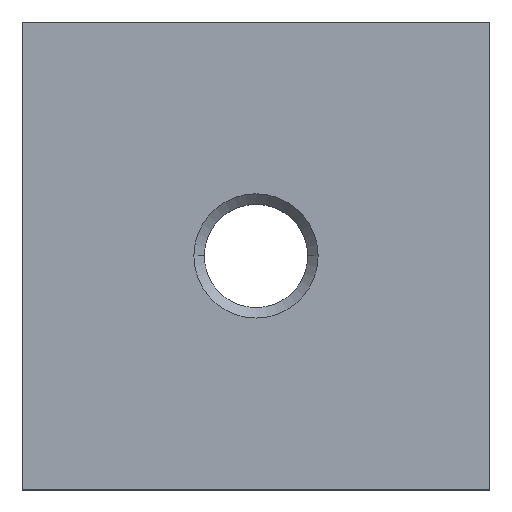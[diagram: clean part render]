
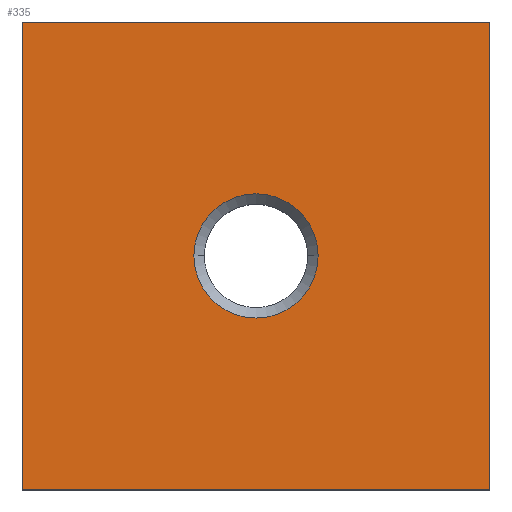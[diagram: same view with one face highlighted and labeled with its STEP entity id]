
A CAD part, top view. The second image highlights one B-rep face of the part: STEP entity #335.
In plain terms, the highlighted planar face has unit normal (0, 0, 1).
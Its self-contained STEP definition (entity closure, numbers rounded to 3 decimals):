
#3 = PLANE ( 'NONE',  #291 ) ;
#7 = CARTESIAN_POINT ( 'NONE',  ( -9.5, -9.5, 2. ) ) ;
#8 = EDGE_CURVE ( 'NONE', #290, #360, #266, .T. ) ;
#11 = EDGE_CURVE ( 'NONE', #204, #147, #32, .T. ) ;
#15 = LINE ( 'NONE', #99, #73 ) ;
#18 = VECTOR ( 'NONE', #94, 1000. ) ;
#19 = AXIS2_PLACEMENT_3D ( 'NONE', #174, #361, #145 ) ;
#26 = ORIENTED_EDGE ( 'NONE', *, *, #8, .T. ) ;
#32 = LINE ( 'NONE', #339, #18 ) ;
#37 = EDGE_CURVE ( 'NONE', #168, #204, #15, .T. ) ;
#38 = EDGE_LOOP ( 'NONE', ( #82, #222, #198, #114 ) ) ;
#40 = DIRECTION ( 'NONE',  ( 0., 0., 1. ) ) ;
#47 = CARTESIAN_POINT ( 'NONE',  ( -9.5, -9.5, 2. ) ) ;
#48 = VECTOR ( 'NONE', #353, 1000. ) ;
#64 = CARTESIAN_POINT ( 'NONE',  ( 2.525, 0., 2. ) ) ;
#73 = VECTOR ( 'NONE', #213, 1000. ) ;
#82 = ORIENTED_EDGE ( 'NONE', *, *, #11, .T. ) ;
#92 = CARTESIAN_POINT ( 'NONE',  ( 0., 0., 2. ) ) ;
#94 = DIRECTION ( 'NONE',  ( -1., 0., 0. ) ) ;
#99 = CARTESIAN_POINT ( 'NONE',  ( 9.5, -9.5, 2. ) ) ;
#114 = ORIENTED_EDGE ( 'NONE', *, *, #37, .T. ) ;
#136 = CARTESIAN_POINT ( 'NONE',  ( -2.525, 0., 2. ) ) ;
#145 = DIRECTION ( 'NONE',  ( 1., 0., 0. ) ) ;
#147 = VERTEX_POINT ( 'NONE', #263 ) ;
#150 = ORIENTED_EDGE ( 'NONE', *, *, #340, .T. ) ;
#164 = EDGE_CURVE ( 'NONE', #308, #168, #318, .T. ) ;
#165 = CARTESIAN_POINT ( 'NONE',  ( 9.5, -9.5, 2. ) ) ;
#168 = VERTEX_POINT ( 'NONE', #165 ) ;
#172 = CARTESIAN_POINT ( 'NONE',  ( 0., 0., 2. ) ) ;
#174 = CARTESIAN_POINT ( 'NONE',  ( 0., 0., 2. ) ) ;
#176 = DIRECTION ( 'NONE',  ( 0., 0., -1. ) ) ;
#197 = DIRECTION ( 'NONE',  ( 0., -1., 0. ) ) ;
#198 = ORIENTED_EDGE ( 'NONE', *, *, #164, .T. ) ;
#200 = DIRECTION ( 'NONE',  ( 1., 0., 0. ) ) ;
#204 = VERTEX_POINT ( 'NONE', #277 ) ;
#206 = EDGE_LOOP ( 'NONE', ( #150, #26 ) ) ;
#213 = DIRECTION ( 'NONE',  ( 0., 1., 0. ) ) ;
#215 = VECTOR ( 'NONE', #197, 1000. ) ;
#222 = ORIENTED_EDGE ( 'NONE', *, *, #322, .T. ) ;
#251 = CIRCLE ( 'NONE', #19, 2.525 ) ;
#257 = DIRECTION ( 'NONE',  ( 1., 0., 0. ) ) ;
#263 = CARTESIAN_POINT ( 'NONE',  ( -9.5, 9.5, 2. ) ) ;
#266 = CIRCLE ( 'NONE', #300, 2.525 ) ;
#277 = CARTESIAN_POINT ( 'NONE',  ( 9.5, 9.5, 2. ) ) ;
#279 = FACE_BOUND ( 'NONE', #206, .T. ) ;
#289 = LINE ( 'NONE', #329, #215 ) ;
#290 = VERTEX_POINT ( 'NONE', #136 ) ;
#291 = AXIS2_PLACEMENT_3D ( 'NONE', #172, #40, #200 ) ;
#300 = AXIS2_PLACEMENT_3D ( 'NONE', #92, #176, #257 ) ;
#305 = FACE_OUTER_BOUND ( 'NONE', #38, .T. ) ;
#308 = VERTEX_POINT ( 'NONE', #7 ) ;
#318 = LINE ( 'NONE', #47, #48 ) ;
#322 = EDGE_CURVE ( 'NONE', #147, #308, #289, .T. ) ;
#329 = CARTESIAN_POINT ( 'NONE',  ( -9.5, 9.5, 2. ) ) ;
#335 = ADVANCED_FACE ( 'NONE', ( #279, #305 ), #3, .T. ) ;
#339 = CARTESIAN_POINT ( 'NONE',  ( 9.5, 9.5, 2. ) ) ;
#340 = EDGE_CURVE ( 'NONE', #360, #290, #251, .T. ) ;
#353 = DIRECTION ( 'NONE',  ( 1., 0., 0. ) ) ;
#360 = VERTEX_POINT ( 'NONE', #64 ) ;
#361 = DIRECTION ( 'NONE',  ( 0., 0., -1. ) ) ;
